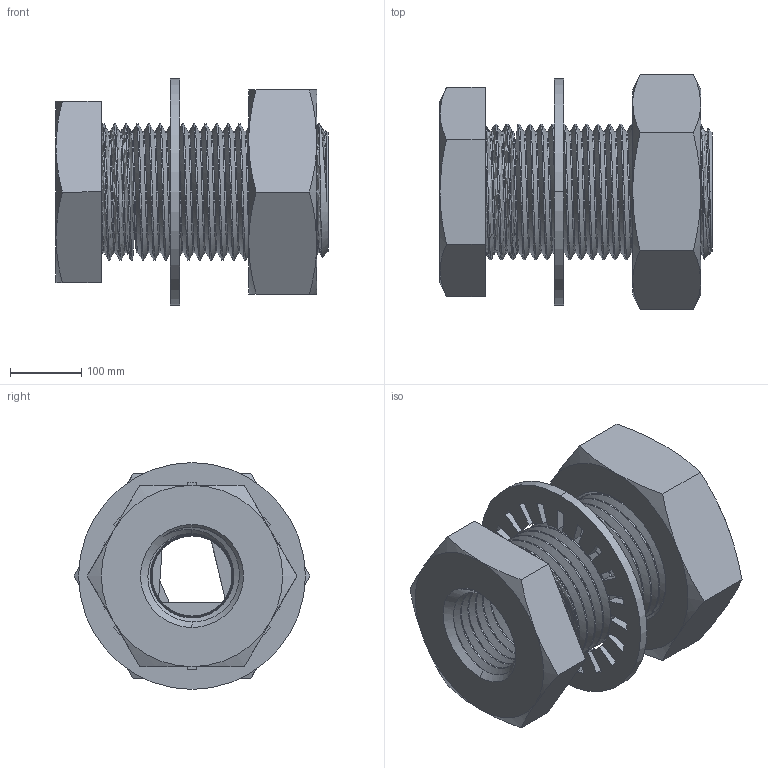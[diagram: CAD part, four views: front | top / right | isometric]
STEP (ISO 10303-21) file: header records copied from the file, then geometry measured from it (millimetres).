
FILE_DESCRIPTION(/* description */ (''),/* implementation_level */ '2;1');
FILE_NAME(/* name */ '129-N2.stp',/* time_stamp */ '2024-01-23T10:19:27-05:00',/* author */ ('esanner'),/* organization */ (''),/* preprocessor_version */ 'ST-DEVELOPER v19',/* originating_system */ 'AutoCAD Mechanical',/* authorisation */ '');
FILE_SCHEMA (('AUTOMOTIVE_DESIGN { 1 0 10303 214 3 1 1 }'));
Length unit declared in the file: centimetre
Products named in the file (2): Product; 129-N2
Assembly tree (1 placements, depth 2):
  Product
    129-N2
Bounding box: 381 x 329.96 x 317.5 mm (x, y, z)
Volume: 11851097 mm3; surface area: 981337.5 mm2
Topology: 2 solids, 2 shells, 246 faces, 686 edges, 447 vertices
Faces by surface type: cylinder 109, plane 63, cone 60, bspline 14
Full cylindrical faces by diameter (mm): 169.878 x20
Entity records: 20064 total; most frequent: CARTESIAN_POINT 14283, ORIENTED_EDGE 1372, DIRECTION 1037, EDGE_CURVE 686, VERTEX_POINT 447, AXIS2_PLACEMENT_3D 370, LINE 297, VECTOR 297
